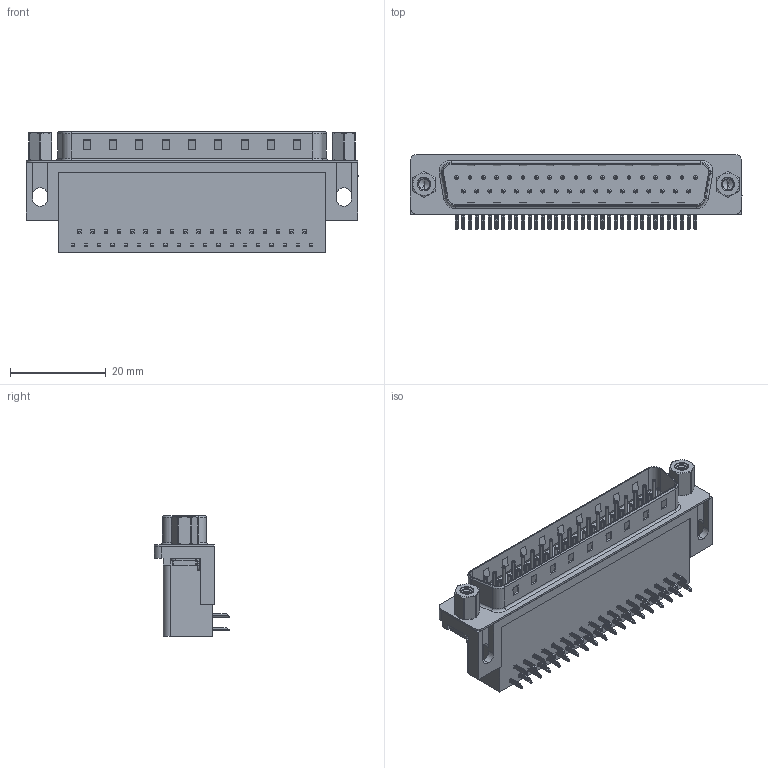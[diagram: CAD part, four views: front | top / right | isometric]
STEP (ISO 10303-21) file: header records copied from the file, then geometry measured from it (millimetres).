
FILE_DESCRIPTION (( 'STEP AP203' ), '1' );
FILE_NAME ('625-037-662-503.STEP', '2018-11-06T06:55:04', ( '' ), ( '' ), 'SwSTEP 2.0', 'SolidWorks 2016', '' );
FILE_SCHEMA (( 'CONFIG_CONTROL_DESIGN' ));
Length unit declared in the file: millimetre
Products named in the file (8): 625 Housing_37 Socket; 625 Shell_37 Socket; 625 Contact Bottom; 625 Contact Top; 625 Non Board Mount; 625 4-40 Threaded Rivet; 625 4-40 Hex Standoff 5; 625-037-662-503
Assembly tree (45 placements, depth 2):
  625-037-662-503
    625 Housing_37 Socket
    625 Shell_37 Socket
    625 Contact Bottom  x18
    625 Contact Top  x19
    625 Non Board Mount  x2
    625 4-40 Threaded Rivet  x2
    625 4-40 Hex Standoff 5  x2
Bounding box: 69.4 x 15.73 x 25.16 mm (x, y, z)
Volume: 12786.4 mm3; surface area: 12103 mm2
Topology: 45 solids, 45 shells, 3325 faces, 8251 edges, 5097 vertices
Faces by surface type: plane 2037, cylinder 985, torus 253, cone 32, bspline 18
Entity records: 31608 total; most frequent: CARTESIAN_POINT 9082, DIRECTION 4289, ORIENTED_EDGE 4248, EDGE_CURVE 2124, LINE 1465, VECTOR 1465, AXIS2_PLACEMENT_3D 1412, VERTEX_POINT 1370
